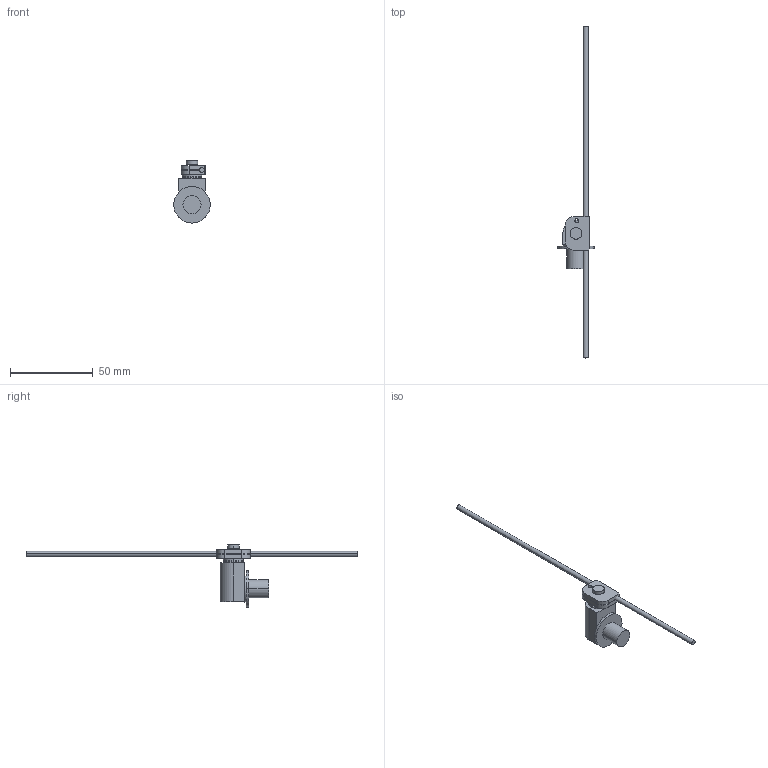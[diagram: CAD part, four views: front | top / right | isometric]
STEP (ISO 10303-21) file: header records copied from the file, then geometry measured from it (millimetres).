
FILE_DESCRIPTION((''),'2;1');
FILE_NAME('3d_KXAL2.stp','2012-10-03T07:32:53',(''),(''),'Mechanical Desktop 2011','Mechanical Desktop 2011',', , ');
FILE_SCHEMA(('CONFIG_CONTROL_DESIGN'));
Length unit declared in the file: millimetre
Products named in the file (1): Product
Bounding box: 22 x 200 x 37.41 mm (x, y, z)
Volume: 9922.7 mm3; surface area: 7820.3 mm2
Topology: 12 solids, 12 shells, 66 faces, 130 edges, 88 vertices
Faces by surface type: plane 39, cylinder 27
Entity records: 1805 total; most frequent: DIRECTION 322, CARTESIAN_POINT 285, ORIENTED_EDGE 260, EDGE_CURVE 130, AXIS2_PLACEMENT_3D 125, VERTEX_POINT 88, VECTOR 72, LINE 72
